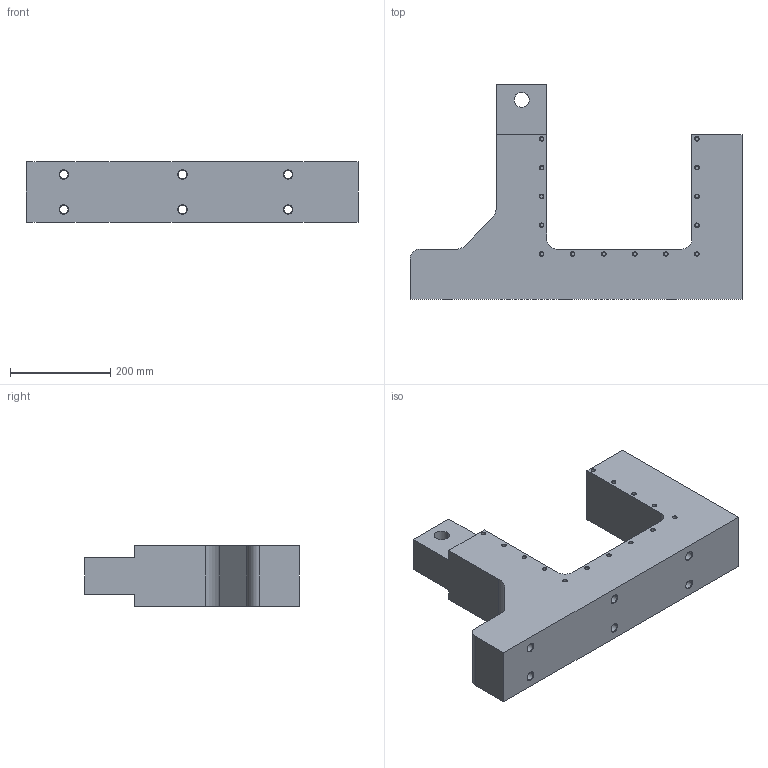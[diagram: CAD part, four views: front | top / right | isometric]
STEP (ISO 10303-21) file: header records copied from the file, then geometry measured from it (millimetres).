
FILE_DESCRIPTION (( 'STEP AP214' ), '1' );
FILE_NAME ('hing-base.STEP', '2018-01-30T14:19:35', ( '' ), ( '' ), 'SwSTEP 2.0', 'SolidWorks 2017', '' );
FILE_SCHEMA (( 'AUTOMOTIVE_DESIGN' ));
Length unit declared in the file: millimetre
Products named in the file (1): hing-base
Bounding box: 663 x 428 x 120 mm (x, y, z)
Volume: 14251186.7 mm3; surface area: 595886.2 mm2
Topology: 1 solids, 1 shells, 256 faces, 566 edges, 340 vertices
Faces by surface type: cone 136, cylinder 75, plane 45
Entity records: 7126 total; most frequent: DIRECTION 1390, CARTESIAN_POINT 1163, ORIENTED_EDGE 1132, AXIS2_PLACEMENT_3D 567, EDGE_CURVE 566, VERTEX_POINT 340, CIRCLE 310, EDGE_LOOP 298
